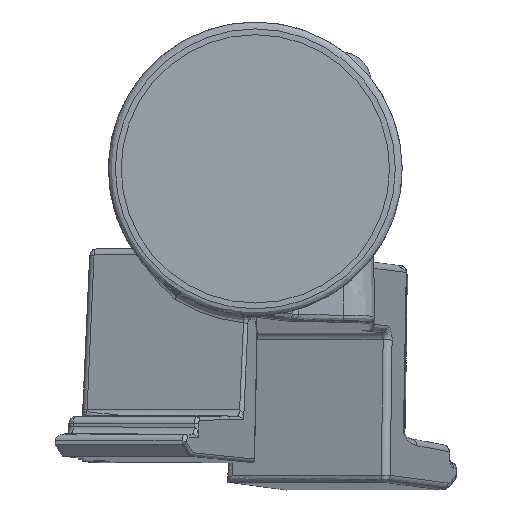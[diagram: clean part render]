
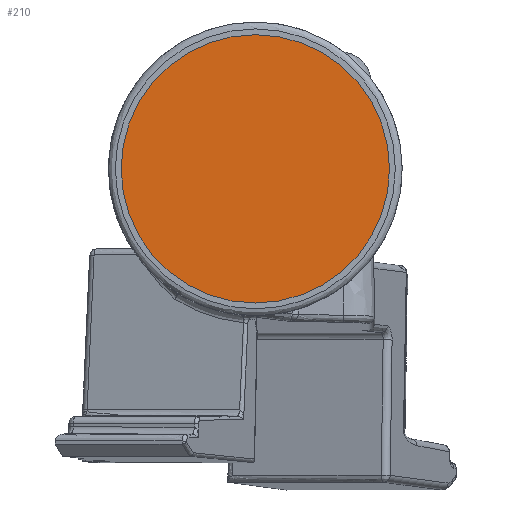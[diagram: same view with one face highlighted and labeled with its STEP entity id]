
A CAD part, front view. The second image highlights one B-rep face of the part: STEP entity #210.
In plain terms, the highlighted free-form (B-spline) face has degree [1, 1] with [2, 2] control points.
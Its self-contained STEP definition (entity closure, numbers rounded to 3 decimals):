
#210=ADVANCED_FACE('',(#674),#675,.T.);
#674=FACE_OUTER_BOUND('',#9378,.T.);
#675=B_SPLINE_SURFACE_WITH_KNOTS('',1,1,((#9379,#9380),(#9381,#9382)),.UNSPECIFIED.,.F.,.F.,.F.,(2,2),(2,2),(0.0,1.0),(0.0,1.0),.UNSPECIFIED.);
#9378=EDGE_LOOP('',(#14681));
#9379=CARTESIAN_POINT('',(-17.987,-97.5,-3.12));
#9380=CARTESIAN_POINT('',(-17.987,-97.5,36.295));
#9381=CARTESIAN_POINT('',(21.428,-97.5,-3.12));
#9382=CARTESIAN_POINT('',(21.428,-97.5,36.295));
#14681=ORIENTED_EDGE('',*,*,#15818,.T.);
#15818=EDGE_CURVE('',#16868,#16868,#16869,.T.);
#16868=VERTEX_POINT('',#22099);
#16869=CIRCLE('',#22100,19.474);
#22099=CARTESIAN_POINT('',(21.194,-97.5,16.588));
#22100=AXIS2_PLACEMENT_3D('',#23455,#23456,#23457);
#23455=CARTESIAN_POINT('',(1.721,-97.5,16.588));
#23456=DIRECTION('',(0.0,-1.0,0.0));
#23457=DIRECTION('',(1.0,0.0,0.0));
